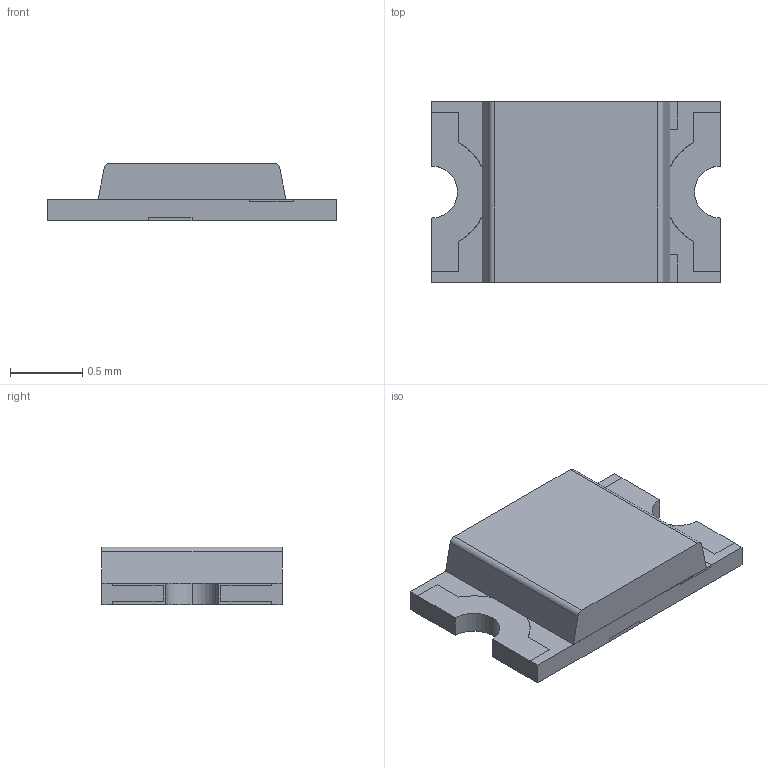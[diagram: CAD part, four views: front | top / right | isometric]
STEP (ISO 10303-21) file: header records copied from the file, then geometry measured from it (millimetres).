
FILE_DESCRIPTION (( 'STEP AP214' ), '1' );
FILE_NAME ('APHCM2012CGCK-F01.STEP', '2021-10-26T10:15:14', ( '' ), ( '' ), 'SwSTEP 2.0', 'SolidWorks 2018', '' );
FILE_SCHEMA (( 'AUTOMOTIVE_DESIGN' ));
Length unit declared in the file: millimetre
Products named in the file (2): APHCM2012CGCK-F01
Bounding box: 2 x 1.25 x 0.4 mm (x, y, z)
Volume: 0.7 mm3; surface area: 14.6 mm2
Topology: 7 solids, 7 shells, 113 faces, 297 edges, 198 vertices
Faces by surface type: plane 96, cylinder 17
Entity records: 4362 total; most frequent: CARTESIAN_POINT 610, ORIENTED_EDGE 594, DIRECTION 561, EDGE_CURVE 297, LINE 263, VECTOR 263, VERTEX_POINT 198, AXIS2_PLACEMENT_3D 149
